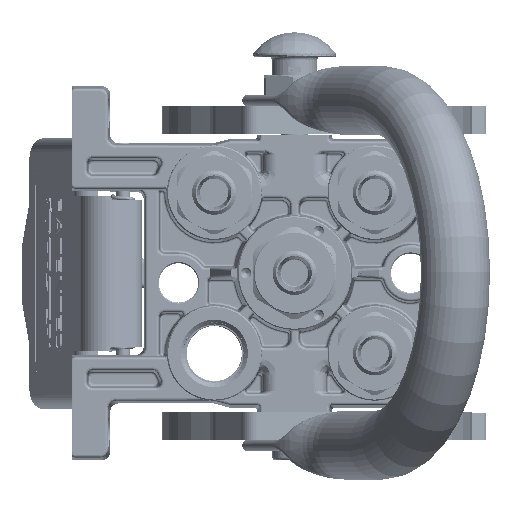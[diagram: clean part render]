
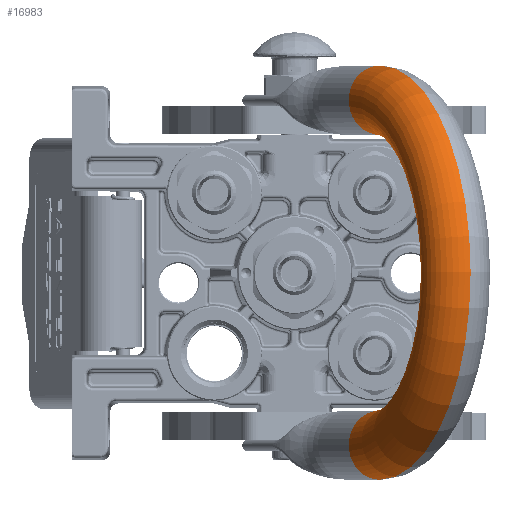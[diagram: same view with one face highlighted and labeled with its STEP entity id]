
A CAD part, top view. The second image highlights one B-rep face of the part: STEP entity #16983.
In plain terms, the highlighted toroidal (fillet/blend) face has major radius 62.25 mm and minor radius 12.5 mm.
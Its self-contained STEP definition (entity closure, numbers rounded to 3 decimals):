
#8748 = CARTESIAN_POINT ( 'NONE',  ( 0., 0., 25.25 ) ) ;
#12720 = CARTESIAN_POINT ( 'NONE',  ( 0., 0., 25.25 ) ) ;
#16983 = ADVANCED_FACE ( 'NONE', ( #97759 ), #73686, .T. ) ;
#17090 = CARTESIAN_POINT ( 'NONE',  ( 74.75, 0., 25.25 ) ) ;
#21728 = CARTESIAN_POINT ( 'NONE',  ( 62.25, 0., 25.25 ) ) ;
#22135 = CARTESIAN_POINT ( 'NONE',  ( -49.75, 0., 25.25 ) ) ;
#37329 = DIRECTION ( 'NONE',  ( 0., 0., -1. ) ) ;
#44095 = AXIS2_PLACEMENT_3D ( 'NONE', #8748, #178534, #54027 ) ;
#47597 = AXIS2_PLACEMENT_3D ( 'NONE', #180710, #118373, #117703 ) ;
#50576 = CARTESIAN_POINT ( 'NONE',  ( -74.75, 0., 25.25 ) ) ;
#52500 = ORIENTED_EDGE ( 'NONE', *, *, #67782, .F. ) ;
#52812 = DIRECTION ( 'NONE',  ( 1., 0., 0. ) ) ;
#53458 = CIRCLE ( 'NONE', #44095, 74.75 ) ;
#53512 = CARTESIAN_POINT ( 'NONE',  ( 49.75, 0., 25.25 ) ) ;
#54027 = DIRECTION ( 'NONE',  ( -1., 0., 0. ) ) ;
#63478 = ORIENTED_EDGE ( 'NONE', *, *, #83786, .F. ) ;
#66098 = CIRCLE ( 'NONE', #192827, 12.5 ) ;
#67782 = EDGE_CURVE ( 'NONE', #118562, #196381, #66098, .T. ) ;
#70708 = AXIS2_PLACEMENT_3D ( 'NONE', #12720, #91089, #74876 ) ;
#73686 = TOROIDAL_SURFACE ( 'NONE', #140720, 62.25, 12.5 ) ;
#74876 = DIRECTION ( 'NONE',  ( -1., 0., 0. ) ) ;
#83786 = EDGE_CURVE ( 'NONE', #141197, #118562, #53458, .T. ) ;
#91089 = DIRECTION ( 'NONE',  ( 0., 1., 0. ) ) ;
#92636 = DIRECTION ( 'NONE',  ( 1., 0., 0. ) ) ;
#97759 = FACE_OUTER_BOUND ( 'NONE', #169310, .T. ) ;
#108189 = DIRECTION ( 'NONE',  ( 0., 1., 0. ) ) ;
#113172 = VERTEX_POINT ( 'NONE', #22135 ) ;
#117703 = DIRECTION ( 'NONE',  ( -1., 0., 0. ) ) ;
#118373 = DIRECTION ( 'NONE',  ( 0., 0., 1. ) ) ;
#118562 = VERTEX_POINT ( 'NONE', #17090 ) ;
#138091 = CIRCLE ( 'NONE', #47597, 12.5 ) ;
#140720 = AXIS2_PLACEMENT_3D ( 'NONE', #184118, #108189, #92636 ) ;
#141197 = VERTEX_POINT ( 'NONE', #50576 ) ;
#153423 = ORIENTED_EDGE ( 'NONE', *, *, #191028, .T. ) ;
#158026 = CIRCLE ( 'NONE', #70708, 49.75 ) ;
#169310 = EDGE_LOOP ( 'NONE', ( #192991, #52500, #63478, #153423 ) ) ;
#178534 = DIRECTION ( 'NONE',  ( 0., 1., 0. ) ) ;
#180710 = CARTESIAN_POINT ( 'NONE',  ( -62.25, 0., 25.25 ) ) ;
#184118 = CARTESIAN_POINT ( 'NONE',  ( 0., 0., 25.25 ) ) ;
#191028 = EDGE_CURVE ( 'NONE', #141197, #113172, #138091, .T. ) ;
#192827 = AXIS2_PLACEMENT_3D ( 'NONE', #21728, #37329, #52812 ) ;
#192991 = ORIENTED_EDGE ( 'NONE', *, *, #199986, .T. ) ;
#196381 = VERTEX_POINT ( 'NONE', #53512 ) ;
#199986 = EDGE_CURVE ( 'NONE', #113172, #196381, #158026, .T. ) ;
